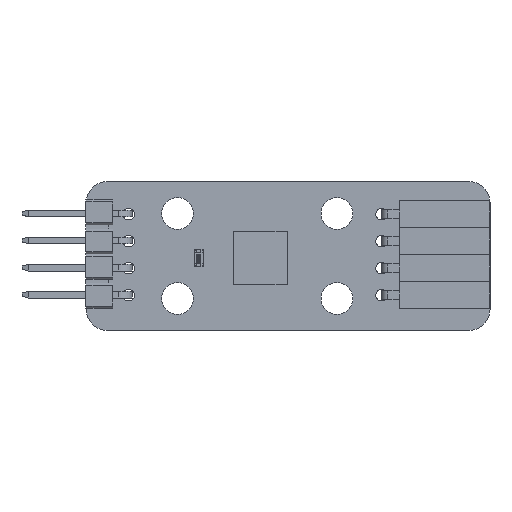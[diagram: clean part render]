
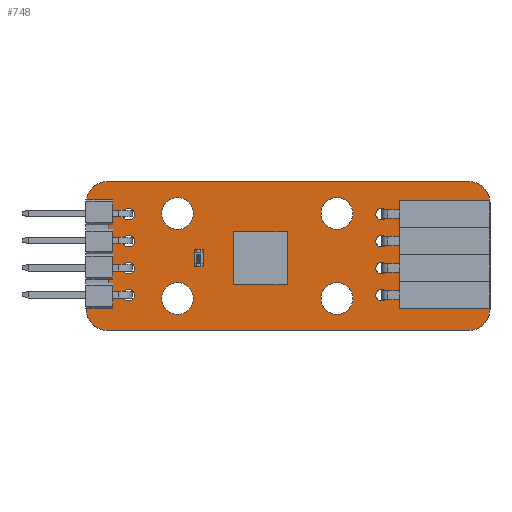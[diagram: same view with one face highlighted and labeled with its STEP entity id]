
A CAD part, top view. The second image highlights one B-rep face of the part: STEP entity #748.
In plain terms, the highlighted planar face has unit normal (0, 0, 1).
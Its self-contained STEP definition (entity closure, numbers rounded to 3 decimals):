
#51 = VERTEX_POINT('',#52);
#52 = CARTESIAN_POINT('',(94.4,60.8,0.));
#58 = EDGE_CURVE('',#51,#59,#61,.T.);
#59 = VERTEX_POINT('',#60);
#60 = CARTESIAN_POINT('',(94.4,70.8,0.));
#61 = LINE('',#62,#63);
#62 = CARTESIAN_POINT('',(94.4,60.8,0.));
#63 = VECTOR('',#64,1.);
#64 = DIRECTION('',(0.,1.,0.));
#89 = EDGE_CURVE('',#59,#90,#92,.T.);
#90 = VERTEX_POINT('',#91);
#91 = CARTESIAN_POINT('',(96.4,72.8,0.));
#92 = CIRCLE('',#93,2.001);
#93 = AXIS2_PLACEMENT_3D('',#94,#95,#96);
#94 = CARTESIAN_POINT('',(96.401,70.799,0.));
#95 = DIRECTION('',(0.,0.,-1.));
#96 = DIRECTION('',(-1.,0.,0.));
#122 = EDGE_CURVE('',#90,#123,#125,.T.);
#123 = VERTEX_POINT('',#124);
#124 = CARTESIAN_POINT('',(130.4,72.8,0.));
#125 = LINE('',#126,#127);
#126 = CARTESIAN_POINT('',(96.4,72.8,0.));
#127 = VECTOR('',#128,1.);
#128 = DIRECTION('',(1.,0.,0.));
#153 = EDGE_CURVE('',#123,#154,#156,.T.);
#154 = VERTEX_POINT('',#155);
#155 = CARTESIAN_POINT('',(132.4,70.8,0.));
#156 = CIRCLE('',#157,2.001);
#157 = AXIS2_PLACEMENT_3D('',#158,#159,#160);
#158 = CARTESIAN_POINT('',(130.399,70.799,0.));
#159 = DIRECTION('',(0.,0.,-1.));
#160 = DIRECTION('',(0.,1.,0.));
#186 = EDGE_CURVE('',#154,#187,#189,.T.);
#187 = VERTEX_POINT('',#188);
#188 = CARTESIAN_POINT('',(132.4,60.8,0.));
#189 = LINE('',#190,#191);
#190 = CARTESIAN_POINT('',(132.4,70.8,0.));
#191 = VECTOR('',#192,1.);
#192 = DIRECTION('',(0.,-1.,0.));
#217 = EDGE_CURVE('',#187,#218,#220,.T.);
#218 = VERTEX_POINT('',#219);
#219 = CARTESIAN_POINT('',(130.4,58.8,0.));
#220 = CIRCLE('',#221,2.001);
#221 = AXIS2_PLACEMENT_3D('',#222,#223,#224);
#222 = CARTESIAN_POINT('',(130.399,60.801,0.));
#223 = DIRECTION('',(0.,0.,-1.));
#224 = DIRECTION('',(1.,0.,0.));
#250 = EDGE_CURVE('',#218,#251,#253,.T.);
#251 = VERTEX_POINT('',#252);
#252 = CARTESIAN_POINT('',(96.4,58.8,0.));
#253 = LINE('',#254,#255);
#254 = CARTESIAN_POINT('',(130.4,58.8,0.));
#255 = VECTOR('',#256,1.);
#256 = DIRECTION('',(-1.,0.,0.));
#281 = EDGE_CURVE('',#251,#51,#282,.T.);
#282 = CIRCLE('',#283,2.001);
#283 = AXIS2_PLACEMENT_3D('',#284,#285,#286);
#284 = CARTESIAN_POINT('',(96.401,60.801,0.));
#285 = DIRECTION('',(0.,0.,-1.));
#286 = DIRECTION('',(0.,-1.,0.));
#307 = VERTEX_POINT('',#308);
#308 = CARTESIAN_POINT('',(98.95,64.66,0.));
#314 = EDGE_CURVE('',#307,#307,#315,.T.);
#315 = CIRCLE('',#316,0.55);
#316 = AXIS2_PLACEMENT_3D('',#317,#318,#319);
#317 = CARTESIAN_POINT('',(98.4,64.66,0.));
#318 = DIRECTION('',(0.,0.,1.));
#319 = DIRECTION('',(1.,0.,0.));
#340 = VERTEX_POINT('',#341);
#341 = CARTESIAN_POINT('',(98.95,62.12,0.));
#347 = EDGE_CURVE('',#340,#340,#348,.T.);
#348 = CIRCLE('',#349,0.55);
#349 = AXIS2_PLACEMENT_3D('',#350,#351,#352);
#350 = CARTESIAN_POINT('',(98.4,62.12,0.));
#351 = DIRECTION('',(0.,0.,1.));
#352 = DIRECTION('',(1.,0.,0.));
#373 = VERTEX_POINT('',#374);
#374 = CARTESIAN_POINT('',(104.5,61.8,0.));
#380 = EDGE_CURVE('',#373,#373,#381,.T.);
#381 = CIRCLE('',#382,1.5);
#382 = AXIS2_PLACEMENT_3D('',#383,#384,#385);
#383 = CARTESIAN_POINT('',(103.,61.8,0.));
#384 = DIRECTION('',(0.,0.,1.));
#385 = DIRECTION('',(1.,0.,0.));
#406 = VERTEX_POINT('',#407);
#407 = CARTESIAN_POINT('',(98.95,67.2,0.));
#413 = EDGE_CURVE('',#406,#406,#414,.T.);
#414 = CIRCLE('',#415,0.55);
#415 = AXIS2_PLACEMENT_3D('',#416,#417,#418);
#416 = CARTESIAN_POINT('',(98.4,67.2,0.));
#417 = DIRECTION('',(0.,0.,1.));
#418 = DIRECTION('',(1.,0.,0.));
#439 = VERTEX_POINT('',#440);
#440 = CARTESIAN_POINT('',(98.95,69.74,0.));
#446 = EDGE_CURVE('',#439,#439,#447,.T.);
#447 = CIRCLE('',#448,0.55);
#448 = AXIS2_PLACEMENT_3D('',#449,#450,#451);
#449 = CARTESIAN_POINT('',(98.4,69.74,0.));
#450 = DIRECTION('',(0.,0.,1.));
#451 = DIRECTION('',(1.,0.,0.));
#472 = VERTEX_POINT('',#473);
#473 = CARTESIAN_POINT('',(104.5,69.8,0.));
#479 = EDGE_CURVE('',#472,#472,#480,.T.);
#480 = CIRCLE('',#481,1.5);
#481 = AXIS2_PLACEMENT_3D('',#482,#483,#484);
#482 = CARTESIAN_POINT('',(103.,69.8,0.));
#483 = DIRECTION('',(0.,0.,1.));
#484 = DIRECTION('',(1.,0.,0.));
#505 = VERTEX_POINT('',#506);
#506 = CARTESIAN_POINT('',(119.5,61.8,0.));
#512 = EDGE_CURVE('',#505,#505,#513,.T.);
#513 = CIRCLE('',#514,1.5);
#514 = AXIS2_PLACEMENT_3D('',#515,#516,#517);
#515 = CARTESIAN_POINT('',(118.,61.8,0.));
#516 = DIRECTION('',(0.,0.,1.));
#517 = DIRECTION('',(1.,0.,0.));
#538 = VERTEX_POINT('',#539);
#539 = CARTESIAN_POINT('',(122.75,62.12,0.));
#545 = EDGE_CURVE('',#538,#538,#546,.T.);
#546 = CIRCLE('',#547,0.55);
#547 = AXIS2_PLACEMENT_3D('',#548,#549,#550);
#548 = CARTESIAN_POINT('',(122.2,62.12,0.));
#549 = DIRECTION('',(0.,0.,1.));
#550 = DIRECTION('',(1.,0.,0.));
#571 = VERTEX_POINT('',#572);
#572 = CARTESIAN_POINT('',(122.75,64.66,0.));
#578 = EDGE_CURVE('',#571,#571,#579,.T.);
#579 = CIRCLE('',#580,0.55);
#580 = AXIS2_PLACEMENT_3D('',#581,#582,#583);
#581 = CARTESIAN_POINT('',(122.2,64.66,0.));
#582 = DIRECTION('',(0.,0.,1.));
#583 = DIRECTION('',(1.,0.,0.));
#604 = VERTEX_POINT('',#605);
#605 = CARTESIAN_POINT('',(119.5,69.8,0.));
#611 = EDGE_CURVE('',#604,#604,#612,.T.);
#612 = CIRCLE('',#613,1.5);
#613 = AXIS2_PLACEMENT_3D('',#614,#615,#616);
#614 = CARTESIAN_POINT('',(118.,69.8,0.));
#615 = DIRECTION('',(0.,0.,1.));
#616 = DIRECTION('',(1.,0.,0.));
#637 = VERTEX_POINT('',#638);
#638 = CARTESIAN_POINT('',(122.75,67.2,0.));
#644 = EDGE_CURVE('',#637,#637,#645,.T.);
#645 = CIRCLE('',#646,0.55);
#646 = AXIS2_PLACEMENT_3D('',#647,#648,#649);
#647 = CARTESIAN_POINT('',(122.2,67.2,0.));
#648 = DIRECTION('',(0.,0.,1.));
#649 = DIRECTION('',(1.,0.,0.));
#670 = VERTEX_POINT('',#671);
#671 = CARTESIAN_POINT('',(122.75,69.74,0.));
#677 = EDGE_CURVE('',#670,#670,#678,.T.);
#678 = CIRCLE('',#679,0.55);
#679 = AXIS2_PLACEMENT_3D('',#680,#681,#682);
#680 = CARTESIAN_POINT('',(122.2,69.74,0.));
#681 = DIRECTION('',(0.,0.,1.));
#682 = DIRECTION('',(1.,0.,0.));
#748 = ADVANCED_FACE('',(#749,#759,#762,#765,#768,#771,#774,#777,#780,
    #783,#786,#789,#792),#795,.T.);
#749 = FACE_BOUND('',#750,.F.);
#750 = EDGE_LOOP('',(#751,#752,#753,#754,#755,#756,#757,#758));
#751 = ORIENTED_EDGE('',*,*,#58,.T.);
#752 = ORIENTED_EDGE('',*,*,#89,.T.);
#753 = ORIENTED_EDGE('',*,*,#122,.T.);
#754 = ORIENTED_EDGE('',*,*,#153,.T.);
#755 = ORIENTED_EDGE('',*,*,#186,.T.);
#756 = ORIENTED_EDGE('',*,*,#217,.T.);
#757 = ORIENTED_EDGE('',*,*,#250,.T.);
#758 = ORIENTED_EDGE('',*,*,#281,.T.);
#759 = FACE_BOUND('',#760,.T.);
#760 = EDGE_LOOP('',(#761));
#761 = ORIENTED_EDGE('',*,*,#314,.F.);
#762 = FACE_BOUND('',#763,.T.);
#763 = EDGE_LOOP('',(#764));
#764 = ORIENTED_EDGE('',*,*,#347,.F.);
#765 = FACE_BOUND('',#766,.T.);
#766 = EDGE_LOOP('',(#767));
#767 = ORIENTED_EDGE('',*,*,#380,.F.);
#768 = FACE_BOUND('',#769,.T.);
#769 = EDGE_LOOP('',(#770));
#770 = ORIENTED_EDGE('',*,*,#413,.F.);
#771 = FACE_BOUND('',#772,.T.);
#772 = EDGE_LOOP('',(#773));
#773 = ORIENTED_EDGE('',*,*,#446,.F.);
#774 = FACE_BOUND('',#775,.T.);
#775 = EDGE_LOOP('',(#776));
#776 = ORIENTED_EDGE('',*,*,#479,.F.);
#777 = FACE_BOUND('',#778,.T.);
#778 = EDGE_LOOP('',(#779));
#779 = ORIENTED_EDGE('',*,*,#512,.F.);
#780 = FACE_BOUND('',#781,.T.);
#781 = EDGE_LOOP('',(#782));
#782 = ORIENTED_EDGE('',*,*,#545,.F.);
#783 = FACE_BOUND('',#784,.T.);
#784 = EDGE_LOOP('',(#785));
#785 = ORIENTED_EDGE('',*,*,#578,.F.);
#786 = FACE_BOUND('',#787,.T.);
#787 = EDGE_LOOP('',(#788));
#788 = ORIENTED_EDGE('',*,*,#611,.F.);
#789 = FACE_BOUND('',#790,.T.);
#790 = EDGE_LOOP('',(#791));
#791 = ORIENTED_EDGE('',*,*,#644,.F.);
#792 = FACE_BOUND('',#793,.T.);
#793 = EDGE_LOOP('',(#794));
#794 = ORIENTED_EDGE('',*,*,#677,.F.);
#795 = PLANE('',#796);
#796 = AXIS2_PLACEMENT_3D('',#797,#798,#799);
#797 = CARTESIAN_POINT('',(94.4,60.8,0.));
#798 = DIRECTION('',(0.,0.,1.));
#799 = DIRECTION('',(1.,0.,0.));
